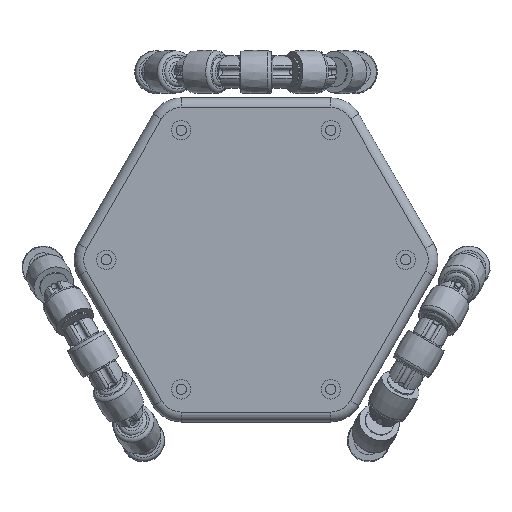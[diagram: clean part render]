
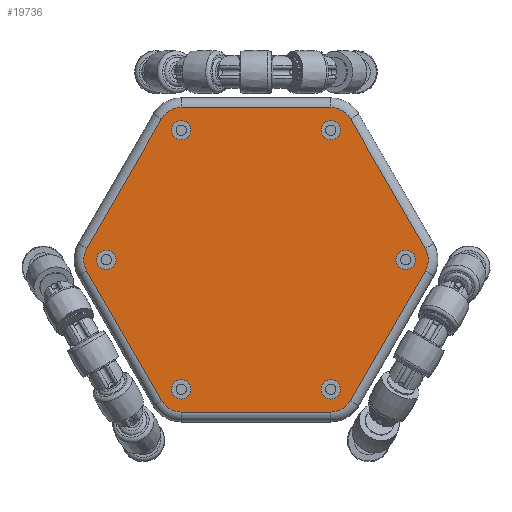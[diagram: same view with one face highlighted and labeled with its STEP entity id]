
A CAD part, top view. The second image highlights one B-rep face of the part: STEP entity #19736.
In plain terms, the highlighted planar face has unit normal (0, 0, 1).
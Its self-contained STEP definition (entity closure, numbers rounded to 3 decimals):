
#1137=FACE_BOUND('',#3555,.T.);
#1138=FACE_BOUND('',#3556,.T.);
#1139=FACE_BOUND('',#3557,.T.);
#1140=FACE_BOUND('',#3558,.T.);
#1141=FACE_BOUND('',#3559,.T.);
#1142=FACE_BOUND('',#3560,.T.);
#1381=PLANE('',#21322);
#2218=FACE_OUTER_BOUND('',#3554,.T.);
#3554=EDGE_LOOP('',(#14120,#14121,#14122,#14123,#14124,#14125,#14126,#14127,
#14128,#14129,#14130,#14131));
#3555=EDGE_LOOP('',(#14132));
#3556=EDGE_LOOP('',(#14133));
#3557=EDGE_LOOP('',(#14134));
#3558=EDGE_LOOP('',(#14135));
#3559=EDGE_LOOP('',(#14136));
#3560=EDGE_LOOP('',(#14137));
#5047=LINE('',#30969,#6056);
#5050=LINE('',#30977,#6059);
#5053=LINE('',#30985,#6062);
#5066=LINE('',#31067,#6075);
#5069=LINE('',#31075,#6078);
#5072=LINE('',#31083,#6081);
#6056=VECTOR('',#24461,10.);
#6059=VECTOR('',#24470,10.);
#6062=VECTOR('',#24479,10.);
#6075=VECTOR('',#24580,10.);
#6078=VECTOR('',#24589,10.);
#6081=VECTOR('',#24598,10.);
#6970=CIRCLE('',#21262,7.);
#6971=CIRCLE('',#21265,7.);
#6972=CIRCLE('',#21268,7.);
#6991=CIRCLE('',#21302,3.);
#6992=CIRCLE('',#21304,3.);
#6993=CIRCLE('',#21306,3.);
#6994=CIRCLE('',#21308,3.);
#6995=CIRCLE('',#21310,3.);
#6996=CIRCLE('',#21312,3.);
#6997=CIRCLE('',#21315,7.);
#6998=CIRCLE('',#21318,7.);
#6999=CIRCLE('',#21321,7.);
#8426=VERTEX_POINT('',#30961);
#8427=VERTEX_POINT('',#30963);
#8428=VERTEX_POINT('',#30967);
#8429=VERTEX_POINT('',#30971);
#8430=VERTEX_POINT('',#30975);
#8431=VERTEX_POINT('',#30979);
#8432=VERTEX_POINT('',#30983);
#8451=VERTEX_POINT('',#31042);
#8452=VERTEX_POINT('',#31046);
#8453=VERTEX_POINT('',#31050);
#8454=VERTEX_POINT('',#31054);
#8455=VERTEX_POINT('',#31058);
#8456=VERTEX_POINT('',#31062);
#8457=VERTEX_POINT('',#31066);
#8458=VERTEX_POINT('',#31070);
#8459=VERTEX_POINT('',#31074);
#8460=VERTEX_POINT('',#31078);
#8461=VERTEX_POINT('',#31082);
#10518=EDGE_CURVE('',#8427,#8426,#6970,.T.);
#10521=EDGE_CURVE('',#8426,#8428,#5047,.T.);
#10523=EDGE_CURVE('',#8428,#8429,#6971,.T.);
#10525=EDGE_CURVE('',#8429,#8430,#5050,.T.);
#10527=EDGE_CURVE('',#8430,#8431,#6972,.T.);
#10529=EDGE_CURVE('',#8431,#8432,#5053,.T.);
#10554=EDGE_CURVE('',#8451,#8451,#6991,.T.);
#10556=EDGE_CURVE('',#8452,#8452,#6992,.T.);
#10558=EDGE_CURVE('',#8453,#8453,#6993,.T.);
#10560=EDGE_CURVE('',#8454,#8454,#6994,.T.);
#10562=EDGE_CURVE('',#8455,#8455,#6995,.T.);
#10564=EDGE_CURVE('',#8456,#8456,#6996,.T.);
#10566=EDGE_CURVE('',#8457,#8427,#5066,.T.);
#10568=EDGE_CURVE('',#8458,#8457,#6997,.T.);
#10570=EDGE_CURVE('',#8459,#8458,#5069,.T.);
#10572=EDGE_CURVE('',#8460,#8459,#6998,.T.);
#10574=EDGE_CURVE('',#8461,#8460,#5072,.T.);
#10576=EDGE_CURVE('',#8432,#8461,#6999,.T.);
#14120=ORIENTED_EDGE('',*,*,#10527,.T.);
#14121=ORIENTED_EDGE('',*,*,#10529,.T.);
#14122=ORIENTED_EDGE('',*,*,#10576,.T.);
#14123=ORIENTED_EDGE('',*,*,#10574,.T.);
#14124=ORIENTED_EDGE('',*,*,#10572,.T.);
#14125=ORIENTED_EDGE('',*,*,#10570,.T.);
#14126=ORIENTED_EDGE('',*,*,#10568,.T.);
#14127=ORIENTED_EDGE('',*,*,#10566,.T.);
#14128=ORIENTED_EDGE('',*,*,#10518,.T.);
#14129=ORIENTED_EDGE('',*,*,#10521,.T.);
#14130=ORIENTED_EDGE('',*,*,#10523,.T.);
#14131=ORIENTED_EDGE('',*,*,#10525,.T.);
#14132=ORIENTED_EDGE('',*,*,#10564,.T.);
#14133=ORIENTED_EDGE('',*,*,#10562,.T.);
#14134=ORIENTED_EDGE('',*,*,#10560,.T.);
#14135=ORIENTED_EDGE('',*,*,#10558,.T.);
#14136=ORIENTED_EDGE('',*,*,#10556,.T.);
#14137=ORIENTED_EDGE('',*,*,#10554,.T.);
#19736=ADVANCED_FACE('',(#2218,#1137,#1138,#1139,#1140,#1141,#1142),#1381,
 .T.);
#21262=AXIS2_PLACEMENT_3D('',#30964,#24455,#24456);
#21265=AXIS2_PLACEMENT_3D('',#30973,#24465,#24466);
#21268=AXIS2_PLACEMENT_3D('',#30981,#24474,#24475);
#21302=AXIS2_PLACEMENT_3D('',#31043,#24550,#24551);
#21304=AXIS2_PLACEMENT_3D('',#31047,#24555,#24556);
#21306=AXIS2_PLACEMENT_3D('',#31051,#24560,#24561);
#21308=AXIS2_PLACEMENT_3D('',#31055,#24565,#24566);
#21310=AXIS2_PLACEMENT_3D('',#31059,#24570,#24571);
#21312=AXIS2_PLACEMENT_3D('',#31063,#24575,#24576);
#21315=AXIS2_PLACEMENT_3D('',#31071,#24584,#24585);
#21318=AXIS2_PLACEMENT_3D('',#31079,#24593,#24594);
#21321=AXIS2_PLACEMENT_3D('',#31086,#24602,#24603);
#21322=AXIS2_PLACEMENT_3D('',#31087,#24604,#24605);
#24455=DIRECTION('center_axis',(0.,0.,1.));
#24456=DIRECTION('ref_axis',(0.,1.,0.));
#24461=DIRECTION('',(-0.5,-0.866,0.));
#24465=DIRECTION('center_axis',(0.,0.,1.));
#24466=DIRECTION('ref_axis',(-0.866,0.5,0.));
#24470=DIRECTION('',(0.5,-0.866,0.));
#24474=DIRECTION('center_axis',(0.,0.,1.));
#24475=DIRECTION('ref_axis',(-0.866,-0.5,0.));
#24479=DIRECTION('',(1.,0.,0.));
#24550=DIRECTION('center_axis',(0.,0.,-1.));
#24551=DIRECTION('ref_axis',(-1.,0.,0.));
#24555=DIRECTION('center_axis',(0.,0.,-1.));
#24556=DIRECTION('ref_axis',(-1.,0.,0.));
#24560=DIRECTION('center_axis',(0.,0.,-1.));
#24561=DIRECTION('ref_axis',(-1.,0.,0.));
#24565=DIRECTION('center_axis',(0.,0.,-1.));
#24566=DIRECTION('ref_axis',(-1.,0.,0.));
#24570=DIRECTION('center_axis',(0.,0.,-1.));
#24571=DIRECTION('ref_axis',(-1.,0.,0.));
#24575=DIRECTION('center_axis',(0.,0.,-1.));
#24576=DIRECTION('ref_axis',(-1.,0.,0.));
#24580=DIRECTION('',(-1.,0.,0.));
#24584=DIRECTION('center_axis',(0.,0.,1.));
#24585=DIRECTION('ref_axis',(0.866,0.5,0.));
#24589=DIRECTION('',(-0.5,0.866,0.));
#24593=DIRECTION('center_axis',(0.,0.,1.));
#24594=DIRECTION('ref_axis',(0.866,-0.5,0.));
#24598=DIRECTION('',(0.5,0.866,0.));
#24602=DIRECTION('center_axis',(0.,0.,1.));
#24603=DIRECTION('ref_axis',(0.,-1.,0.));
#24604=DIRECTION('center_axis',(0.,0.,1.));
#24605=DIRECTION('ref_axis',(-1.,0.,0.));
#30961=CARTESIAN_POINT('',(-29.156,43.5,60.));
#30963=CARTESIAN_POINT('',(-23.094,47.,60.));
#30964=CARTESIAN_POINT('Origin',(-23.094,40.,60.));
#30967=CARTESIAN_POINT('',(-52.25,3.5,60.));
#30969=CARTESIAN_POINT('',(-52.25,3.5,60.));
#30971=CARTESIAN_POINT('',(-52.25,-3.5,60.));
#30973=CARTESIAN_POINT('Origin',(-46.188,0.,60.));
#30975=CARTESIAN_POINT('',(-29.156,-43.5,60.));
#30977=CARTESIAN_POINT('',(-29.156,-43.5,60.));
#30979=CARTESIAN_POINT('',(-23.094,-47.,60.));
#30981=CARTESIAN_POINT('Origin',(-23.094,-40.,60.));
#30983=CARTESIAN_POINT('',(23.094,-47.,60.));
#30985=CARTESIAN_POINT('',(23.094,-47.,60.));
#31042=CARTESIAN_POINT('',(-20.094,40.,60.));
#31043=CARTESIAN_POINT('Origin',(-23.094,40.,60.));
#31046=CARTESIAN_POINT('',(-20.094,-40.,60.));
#31047=CARTESIAN_POINT('Origin',(-23.094,-40.,60.));
#31050=CARTESIAN_POINT('',(26.094,-40.,60.));
#31051=CARTESIAN_POINT('Origin',(23.094,-40.,60.));
#31054=CARTESIAN_POINT('',(26.094,40.,60.));
#31055=CARTESIAN_POINT('Origin',(23.094,40.,60.));
#31058=CARTESIAN_POINT('',(49.188,0.,60.));
#31059=CARTESIAN_POINT('Origin',(46.188,0.,
60.));
#31062=CARTESIAN_POINT('',(-43.188,0.,60.));
#31063=CARTESIAN_POINT('Origin',(-46.188,0.,60.));
#31066=CARTESIAN_POINT('',(23.094,47.,60.));
#31067=CARTESIAN_POINT('',(-23.094,47.,60.));
#31070=CARTESIAN_POINT('',(29.156,43.5,60.));
#31071=CARTESIAN_POINT('Origin',(23.094,40.,60.));
#31074=CARTESIAN_POINT('',(52.25,3.5,60.));
#31075=CARTESIAN_POINT('',(29.156,43.5,60.));
#31078=CARTESIAN_POINT('',(52.25,-3.5,60.));
#31079=CARTESIAN_POINT('Origin',(46.188,0.,
60.));
#31082=CARTESIAN_POINT('',(29.156,-43.5,60.));
#31083=CARTESIAN_POINT('',(52.25,-3.5,60.));
#31086=CARTESIAN_POINT('Origin',(23.094,-40.,60.));
#31087=CARTESIAN_POINT('Origin',(0.,0.,
60.));
